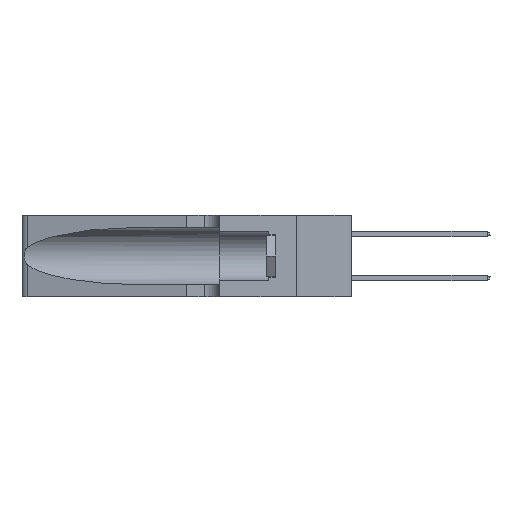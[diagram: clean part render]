
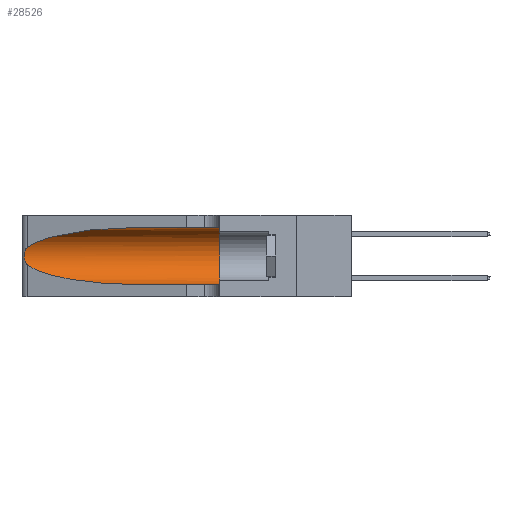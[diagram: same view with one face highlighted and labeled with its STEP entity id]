
A CAD part, left-side view. The second image highlights one B-rep face of the part: STEP entity #28526.
In plain terms, the highlighted cylindrical face has radius 3.308 mm (diameter 6.617 mm), a partial arc.
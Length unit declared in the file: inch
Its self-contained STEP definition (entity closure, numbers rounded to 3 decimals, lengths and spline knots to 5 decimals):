
#166 = VERTEX_POINT ( 'NONE', #3636 ) ;
#1331 = CARTESIAN_POINT ( 'NONE',  ( 0.25555, 1.22993, 0.14849 ) ) ;
#1388 = CARTESIAN_POINT ( 'NONE',  ( 0.2373, 1.15595, 0.08982 ) ) ;
#1615 = CARTESIAN_POINT ( 'NONE',  ( 0.1305, 0.72297, 0.31525 ) ) ;
#2264 = VERTEX_POINT ( 'NONE', #18290 ) ;
#2586 = CARTESIAN_POINT ( 'NONE',  ( 0.1305, 0.35, 0.185 ) ) ;
#2745 = VERTEX_POINT ( 'NONE', #3507 ) ;
#2841 = B_SPLINE_CURVE_WITH_KNOTS ( 'NONE', 3,
 ( #17469, #10412, #19808, #5871, #22123, #8183, #24422, #10511, #26716, #12864, #29019, #15219, #1331, #17577 ),
 .UNSPECIFIED., .F., .F.,
 ( 4, 2, 2, 2, 2, 2, 4 ),
 ( 0., 0.00027, 0.00053, 0.00107, 0.0016, 0.00187, 0.00214 ),
 .UNSPECIFIED. ) ;
#2900 = CARTESIAN_POINT ( 'NONE',  ( 0.1305, 1.61858, 0.31525 ) ) ;
#3507 = CARTESIAN_POINT ( 'NONE',  ( 0.1305, 0.72297, 0.05475 ) ) ;
#3636 = CARTESIAN_POINT ( 'NONE',  ( 0.25487, 1.22718, 0.22369 ) ) ;
#3716 = CARTESIAN_POINT ( 'NONE',  ( 0.1305, 0.72297, 0.05475 ) ) ;
#3935 = CARTESIAN_POINT ( 'NONE',  ( 0.18966, 0.96281, 0.31525 ) ) ;
#4318 =( BOUNDED_CURVE ( )  B_SPLINE_CURVE ( 3, ( #1615, #3935, #20187, #6260 ),
 .UNSPECIFIED., .F., .T. ) 
 B_SPLINE_CURVE_WITH_KNOTS ( ( 4, 4 ),
 ( 1.5708, 2.84003 ),
 .UNSPECIFIED. ) 
 CURVE ( )  GEOMETRIC_REPRESENTATION_ITEM ( )  RATIONAL_B_SPLINE_CURVE ( ( 1., 0.87, 0.87, 1. ) ) 
 REPRESENTATION_ITEM ( '' )  );
#4905 = DIRECTION ( 'NONE',  ( 0., 0., 1. ) ) ;
#5200 = DIRECTION ( 'NONE',  ( 0., -1., 0. ) ) ;
#5871 = CARTESIAN_POINT ( 'NONE',  ( 0.25787, 1.23484, 0.2124 ) ) ;
#6260 = CARTESIAN_POINT ( 'NONE',  ( 0.25487, 1.22718, 0.22369 ) ) ;
#6394 = ORIENTED_EDGE ( 'NONE', *, *, #16833, .T. ) ;
#6917 = VECTOR ( 'NONE', #16543, 39.37008 ) ;
#7624 = LINE ( 'NONE', #14151, #6917 ) ;
#8042 = EDGE_LOOP ( 'NONE', ( #19267, #6394, #18099, #14721, #8411, #9116 ) ) ;
#8183 = CARTESIAN_POINT ( 'NONE',  ( 0.26018, 1.23835, 0.19895 ) ) ;
#8411 = ORIENTED_EDGE ( 'NONE', *, *, #15956, .F. ) ;
#9116 = ORIENTED_EDGE ( 'NONE', *, *, #19658, .F. ) ;
#9217 = LINE ( 'NONE', #2900, #26247 ) ;
#10412 = CARTESIAN_POINT ( 'NONE',  ( 0.25555, 1.22994, 0.2215 ) ) ;
#10511 = CARTESIAN_POINT ( 'NONE',  ( 0.26075, 1.23896, 0.178 ) ) ;
#12190 = FACE_OUTER_BOUND ( 'NONE', #8042, .T. ) ;
#12864 = CARTESIAN_POINT ( 'NONE',  ( 0.25856, 1.23593, 0.16098 ) ) ;
#12889 = CARTESIAN_POINT ( 'NONE',  ( 0.1305, 0.35, 0.31525 ) ) ;
#13696 = DIRECTION ( 'NONE',  ( 0., 0., -1. ) ) ;
#14047 = AXIS2_PLACEMENT_3D ( 'NONE', #2586, #18844, #4905 ) ;
#14151 = CARTESIAN_POINT ( 'NONE',  ( 0.1305, 1.61858, 0.05475 ) ) ;
#14676 = CARTESIAN_POINT ( 'NONE',  ( 0.1305, 0.72297, 0.31525 ) ) ;
#14721 = ORIENTED_EDGE ( 'NONE', *, *, #15331, .T. ) ;
#15219 = CARTESIAN_POINT ( 'NONE',  ( 0.25639, 1.23186, 0.15144 ) ) ;
#15331 = EDGE_CURVE ( 'NONE', #2745, #2264, #7624, .T. ) ;
#15649 = EDGE_CURVE ( 'NONE', #22221, #2745, #22774, .T. ) ;
#15956 = EDGE_CURVE ( 'NONE', #24393, #2264, #16367, .T. ) ;
#16367 = CIRCLE ( 'NONE', #14047, 0.13025 ) ;
#16543 = DIRECTION ( 'NONE',  ( 0., -1., 0. ) ) ;
#16833 = EDGE_CURVE ( 'NONE', #166, #22221, #2841, .T. ) ;
#17469 = CARTESIAN_POINT ( 'NONE',  ( 0.25487, 1.22718, 0.22369 ) ) ;
#17577 = CARTESIAN_POINT ( 'NONE',  ( 0.25487, 1.22718, 0.14631 ) ) ;
#17640 = CARTESIAN_POINT ( 'NONE',  ( 0.18966, 0.96281, 0.05475 ) ) ;
#18027 = AXIS2_PLACEMENT_3D ( 'NONE', #29756, #27537, #13696 ) ;
#18099 = ORIENTED_EDGE ( 'NONE', *, *, #15649, .T. ) ;
#18290 = CARTESIAN_POINT ( 'NONE',  ( 0.1305, 0.35, 0.05475 ) ) ;
#18844 = DIRECTION ( 'NONE',  ( 0., 1., 0. ) ) ;
#19267 = ORIENTED_EDGE ( 'NONE', *, *, #21769, .T. ) ;
#19658 = EDGE_CURVE ( 'NONE', #26217, #24393, #9217, .T. ) ;
#19808 = CARTESIAN_POINT ( 'NONE',  ( 0.25639, 1.23184, 0.21858 ) ) ;
#20187 = CARTESIAN_POINT ( 'NONE',  ( 0.2373, 1.15595, 0.28018 ) ) ;
#21769 = EDGE_CURVE ( 'NONE', #26217, #166, #4318, .T. ) ;
#22123 = CARTESIAN_POINT ( 'NONE',  ( 0.25854, 1.2359, 0.20912 ) ) ;
#22221 = VERTEX_POINT ( 'NONE', #26355 ) ;
#22774 =( BOUNDED_CURVE ( )  B_SPLINE_CURVE ( 3, ( #29078, #1388, #17640, #3716 ),
 .UNSPECIFIED., .F., .T. ) 
 B_SPLINE_CURVE_WITH_KNOTS ( ( 4, 4 ),
 ( 3.44316, 4.71239 ),
 .UNSPECIFIED. ) 
 CURVE ( )  GEOMETRIC_REPRESENTATION_ITEM ( )  RATIONAL_B_SPLINE_CURVE ( ( 1., 0.87, 0.87, 1. ) ) 
 REPRESENTATION_ITEM ( '' )  );
#23821 = CYLINDRICAL_SURFACE ( 'NONE', #18027, 0.13025 ) ;
#24393 = VERTEX_POINT ( 'NONE', #12889 ) ;
#24422 = CARTESIAN_POINT ( 'NONE',  ( 0.26075, 1.23896, 0.19203 ) ) ;
#26217 = VERTEX_POINT ( 'NONE', #14676 ) ;
#26247 = VECTOR ( 'NONE', #5200, 39.37008 ) ;
#26355 = CARTESIAN_POINT ( 'NONE',  ( 0.25487, 1.22718, 0.14631 ) ) ;
#26716 = CARTESIAN_POINT ( 'NONE',  ( 0.26017, 1.23833, 0.17102 ) ) ;
#27537 = DIRECTION ( 'NONE',  ( 0., -1., 0. ) ) ;
#28526 = ADVANCED_FACE ( 'NONE', ( #12190 ), #23821, .F. ) ;
#29019 = CARTESIAN_POINT ( 'NONE',  ( 0.25789, 1.23486, 0.15765 ) ) ;
#29078 = CARTESIAN_POINT ( 'NONE',  ( 0.25487, 1.22718, 0.14631 ) ) ;
#29756 = CARTESIAN_POINT ( 'NONE',  ( 0.1305, 1.61858, 0.185 ) ) ;
